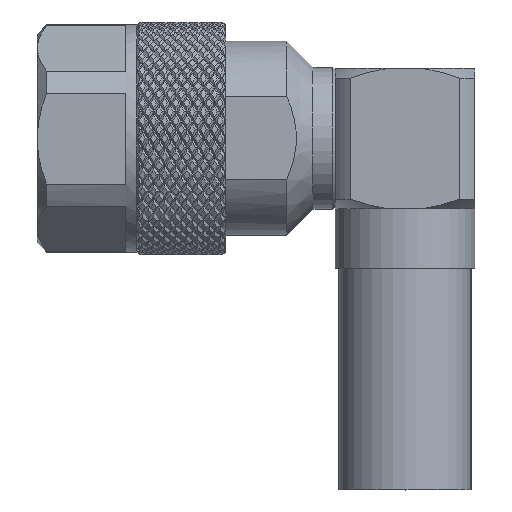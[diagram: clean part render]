
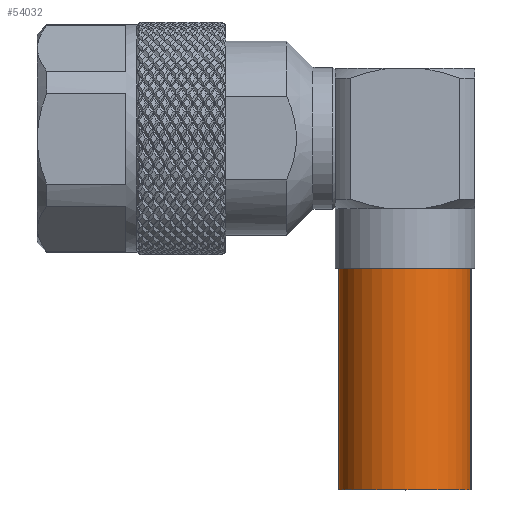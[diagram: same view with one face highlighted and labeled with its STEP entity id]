
A CAD part, top view. The second image highlights one B-rep face of the part: STEP entity #54032.
In plain terms, the highlighted cylindrical face has radius 5.975 mm (diameter 11.95 mm), a partial arc.
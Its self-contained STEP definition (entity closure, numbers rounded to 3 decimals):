
#2673 = ORIENTED_EDGE ( 'NONE', *, *, #122049, .F. ) ;
#4094 = VERTEX_POINT ( 'NONE', #74804 ) ;
#11313 = CARTESIAN_POINT ( 'NONE',  ( 3.6, -31.7, 0. ) ) ;
#11800 = DIRECTION ( 'NONE',  ( 0.985, 0., 0.174 ) ) ;
#15402 = FACE_OUTER_BOUND ( 'NONE', #60692, .T. ) ;
#16309 = LINE ( 'NONE', #27600, #55534 ) ;
#16961 = CARTESIAN_POINT ( 'NONE',  ( 9.483, -31.7, 1.042 ) ) ;
#19838 = DIRECTION ( 'NONE',  ( 0., 1., 0. ) ) ;
#24398 = CIRCLE ( 'NONE', #106245, 5.975 ) ;
#25653 = VERTEX_POINT ( 'NONE', #36075 ) ;
#27600 = CARTESIAN_POINT ( 'NONE',  ( -2.283, -31.7, -1.042 ) ) ;
#36075 = CARTESIAN_POINT ( 'NONE',  ( 9.483, -11.7, 1.042 ) ) ;
#38152 = LINE ( 'NONE', #16961, #148148 ) ;
#40475 = DIRECTION ( 'NONE',  ( 0., 1., 0. ) ) ;
#50540 = EDGE_CURVE ( 'NONE', #4094, #25653, #38152, .T. ) ;
#54032 = ADVANCED_FACE ( 'NONE', ( #15402 ), #99981, .T. ) ;
#55006 = VERTEX_POINT ( 'NONE', #145172 ) ;
#55534 = VECTOR ( 'NONE', #40475, 1000. ) ;
#58091 = EDGE_CURVE ( 'NONE', #25653, #60763, #121797, .T. ) ;
#60692 = EDGE_LOOP ( 'NONE', ( #128595, #136127, #125576, #2673 ) ) ;
#60763 = VERTEX_POINT ( 'NONE', #99644 ) ;
#69284 = DIRECTION ( 'NONE',  ( 0., -1., 0. ) ) ;
#69543 = DIRECTION ( 'NONE',  ( 0., -1., 0. ) ) ;
#74804 = CARTESIAN_POINT ( 'NONE',  ( 9.483, -31.7, 1.042 ) ) ;
#75934 = DIRECTION ( 'NONE',  ( 0., 1., 0. ) ) ;
#83218 = AXIS2_PLACEMENT_3D ( 'NONE', #137339, #69284, #11800 ) ;
#99644 = CARTESIAN_POINT ( 'NONE',  ( -2.283, -11.7, -1.042 ) ) ;
#99981 = CYLINDRICAL_SURFACE ( 'NONE', #102372, 5.975 ) ;
#102372 = AXIS2_PLACEMENT_3D ( 'NONE', #110562, #19838, #134761 ) ;
#106245 = AXIS2_PLACEMENT_3D ( 'NONE', #11313, #69543, #115602 ) ;
#110562 = CARTESIAN_POINT ( 'NONE',  ( 3.6, -31.7, 0. ) ) ;
#115602 = DIRECTION ( 'NONE',  ( 0.985, 0., 0.174 ) ) ;
#116961 = EDGE_CURVE ( 'NONE', #4094, #55006, #24398, .T. ) ;
#121797 = CIRCLE ( 'NONE', #83218, 5.975 ) ;
#122049 = EDGE_CURVE ( 'NONE', #55006, #60763, #16309, .T. ) ;
#125576 = ORIENTED_EDGE ( 'NONE', *, *, #58091, .T. ) ;
#128595 = ORIENTED_EDGE ( 'NONE', *, *, #116961, .F. ) ;
#134761 = DIRECTION ( 'NONE',  ( -0.985, 0., -0.174 ) ) ;
#136127 = ORIENTED_EDGE ( 'NONE', *, *, #50540, .T. ) ;
#137339 = CARTESIAN_POINT ( 'NONE',  ( 3.6, -11.7, 0. ) ) ;
#145172 = CARTESIAN_POINT ( 'NONE',  ( -2.283, -31.7, -1.042 ) ) ;
#148148 = VECTOR ( 'NONE', #75934, 1000. ) ;
